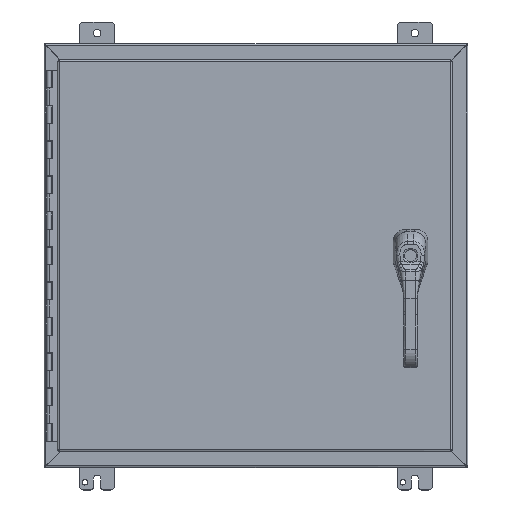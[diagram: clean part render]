
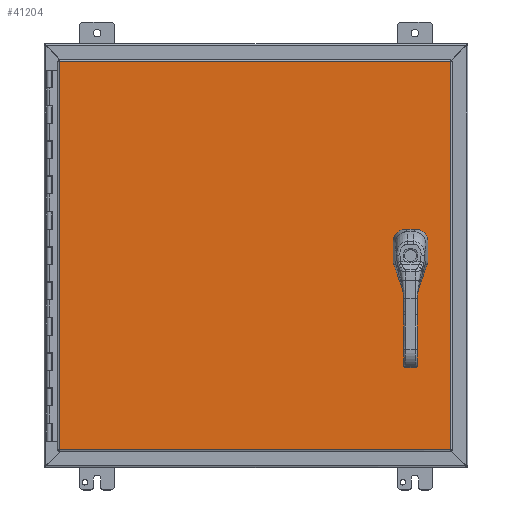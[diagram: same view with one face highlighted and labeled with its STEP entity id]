
A CAD part, top view. The second image highlights one B-rep face of the part: STEP entity #41204.
In plain terms, the highlighted face is planar.
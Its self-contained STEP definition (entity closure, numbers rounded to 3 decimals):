
#2985=FACE_BOUND('',#8302,.T.);
#2986=FACE_BOUND('',#8303,.T.);
#2987=FACE_BOUND('',#8304,.T.);
#2988=FACE_BOUND('',#8305,.T.);
#3634=PLANE('',#46093);
#5743=FACE_OUTER_BOUND('',#8301,.T.);
#8301=EDGE_LOOP('',(#35246,#35247,#35248,#35249));
#8302=EDGE_LOOP('',(#35250,#35251,#35252,#35253,#35254,#35255,#35256,#35257));
#8303=EDGE_LOOP('',(#35258));
#8304=EDGE_LOOP('',(#35259));
#8305=EDGE_LOOP('',(#35260));
#10858=LINE('',#103631,#13724);
#10862=LINE('',#103643,#13728);
#10866=LINE('',#103655,#13732);
#10870=LINE('',#103665,#13736);
#10895=LINE('',#103838,#13761);
#10908=LINE('',#103973,#13774);
#10926=LINE('',#104142,#13792);
#10930=LINE('',#104177,#13796);
#13724=VECTOR('',#55922,0.394);
#13728=VECTOR('',#55934,0.394);
#13732=VECTOR('',#55946,0.394);
#13736=VECTOR('',#55958,0.394);
#13761=VECTOR('',#56015,0.394);
#13774=VECTOR('',#56038,0.394);
#13792=VECTOR('',#56072,0.394);
#13796=VECTOR('',#56082,0.394);
#16443=CIRCLE('',#46037,0.453);
#16445=CIRCLE('',#46041,0.453);
#16447=CIRCLE('',#46045,0.453);
#16449=CIRCLE('',#46049,0.453);
#16450=CIRCLE('',#46052,0.141);
#16452=CIRCLE('',#46055,0.141);
#16454=CIRCLE('',#46058,0.141);
#19425=VERTEX_POINT('',#103622);
#19426=VERTEX_POINT('',#103624);
#19428=VERTEX_POINT('',#103630);
#19430=VERTEX_POINT('',#103636);
#19432=VERTEX_POINT('',#103642);
#19434=VERTEX_POINT('',#103648);
#19436=VERTEX_POINT('',#103654);
#19438=VERTEX_POINT('',#103660);
#19439=VERTEX_POINT('',#103667);
#19441=VERTEX_POINT('',#103673);
#19443=VERTEX_POINT('',#103679);
#19468=VERTEX_POINT('',#103829);
#19469=VERTEX_POINT('',#103837);
#19473=VERTEX_POINT('',#103909);
#19479=VERTEX_POINT('',#103965);
#24789=EDGE_CURVE('',#19426,#19425,#16443,.T.);
#24792=EDGE_CURVE('',#19428,#19426,#10858,.T.);
#24795=EDGE_CURVE('',#19430,#19428,#16445,.T.);
#24798=EDGE_CURVE('',#19432,#19430,#10862,.T.);
#24801=EDGE_CURVE('',#19434,#19432,#16447,.T.);
#24804=EDGE_CURVE('',#19436,#19434,#10866,.T.);
#24807=EDGE_CURVE('',#19438,#19436,#16449,.T.);
#24810=EDGE_CURVE('',#19425,#19438,#10870,.T.);
#24811=EDGE_CURVE('',#19439,#19439,#16450,.T.);
#24814=EDGE_CURVE('',#19441,#19441,#16452,.T.);
#24817=EDGE_CURVE('',#19443,#19443,#16454,.T.);
#24850=EDGE_CURVE('',#19469,#19468,#10895,.T.);
#24870=EDGE_CURVE('',#19473,#19479,#10908,.T.);
#24895=EDGE_CURVE('',#19468,#19473,#10926,.T.);
#24900=EDGE_CURVE('',#19479,#19469,#10930,.T.);
#35246=ORIENTED_EDGE('',*,*,#24895,.T.);
#35247=ORIENTED_EDGE('',*,*,#24870,.T.);
#35248=ORIENTED_EDGE('',*,*,#24900,.T.);
#35249=ORIENTED_EDGE('',*,*,#24850,.T.);
#35250=ORIENTED_EDGE('',*,*,#24789,.T.);
#35251=ORIENTED_EDGE('',*,*,#24810,.T.);
#35252=ORIENTED_EDGE('',*,*,#24807,.T.);
#35253=ORIENTED_EDGE('',*,*,#24804,.T.);
#35254=ORIENTED_EDGE('',*,*,#24801,.T.);
#35255=ORIENTED_EDGE('',*,*,#24798,.T.);
#35256=ORIENTED_EDGE('',*,*,#24795,.T.);
#35257=ORIENTED_EDGE('',*,*,#24792,.T.);
#35258=ORIENTED_EDGE('',*,*,#24811,.T.);
#35259=ORIENTED_EDGE('',*,*,#24814,.T.);
#35260=ORIENTED_EDGE('',*,*,#24817,.T.);
#41204=ADVANCED_FACE('',(#5743,#2985,#2986,#2987,#2988),#3634,.F.);
#46037=AXIS2_PLACEMENT_3D('',#103625,#55916,#55917);
#46041=AXIS2_PLACEMENT_3D('',#103637,#55928,#55929);
#46045=AXIS2_PLACEMENT_3D('',#103649,#55940,#55941);
#46049=AXIS2_PLACEMENT_3D('',#103661,#55952,#55953);
#46052=AXIS2_PLACEMENT_3D('',#103668,#55961,#55962);
#46055=AXIS2_PLACEMENT_3D('',#103674,#55968,#55969);
#46058=AXIS2_PLACEMENT_3D('',#103680,#55975,#55976);
#46093=AXIS2_PLACEMENT_3D('',#104280,#56118,#56119);
#55916=DIRECTION('center_axis',(0.,0.,1.));
#55917=DIRECTION('ref_axis',(-0.469,-0.883,0.));
#55922=DIRECTION('',(0.,1.,0.));
#55928=DIRECTION('center_axis',(0.,0.,1.));
#55929=DIRECTION('ref_axis',(-0.883,0.469,0.));
#55934=DIRECTION('',(1.,0.,0.));
#55940=DIRECTION('center_axis',(0.,0.,1.));
#55941=DIRECTION('ref_axis',(0.469,0.883,0.));
#55946=DIRECTION('',(0.,-1.,0.));
#55952=DIRECTION('center_axis',(0.,0.,1.));
#55953=DIRECTION('ref_axis',(0.883,-0.469,0.));
#55958=DIRECTION('',(-1.,0.,0.));
#55961=DIRECTION('center_axis',(0.,0.,1.));
#55962=DIRECTION('ref_axis',(1.,0.,0.));
#55968=DIRECTION('center_axis',(0.,0.,1.));
#55969=DIRECTION('ref_axis',(1.,0.,0.));
#55975=DIRECTION('center_axis',(0.,0.,1.));
#55976=DIRECTION('ref_axis',(1.,0.,0.));
#56015=DIRECTION('',(-1.,0.,0.));
#56038=DIRECTION('',(1.,0.,0.));
#56072=DIRECTION('',(0.,1.,0.));
#56082=DIRECTION('',(0.,-1.,0.));
#56118=DIRECTION('center_axis',(0.,0.,1.));
#56119=DIRECTION('ref_axis',(1.,0.,0.));
#103622=CARTESIAN_POINT('',(9.025,0.4,0.));
#103624=CARTESIAN_POINT('',(9.213,0.213,0.));
#103625=CARTESIAN_POINT('Origin',(8.812,0.,0.));
#103630=CARTESIAN_POINT('',(9.213,-0.213,0.));
#103631=CARTESIAN_POINT('',(9.213,0.106,0.));
#103636=CARTESIAN_POINT('',(9.025,-0.4,0.));
#103637=CARTESIAN_POINT('Origin',(8.812,0.,0.));
#103642=CARTESIAN_POINT('',(8.6,-0.4,0.));
#103643=CARTESIAN_POINT('',(4.513,-0.4,0.));
#103648=CARTESIAN_POINT('',(8.413,-0.213,0.));
#103649=CARTESIAN_POINT('Origin',(8.812,0.,0.));
#103654=CARTESIAN_POINT('',(8.413,0.213,0.));
#103655=CARTESIAN_POINT('',(8.413,-0.106,0.));
#103660=CARTESIAN_POINT('',(8.6,0.4,0.));
#103661=CARTESIAN_POINT('Origin',(8.812,0.,0.));
#103665=CARTESIAN_POINT('',(4.3,0.4,0.));
#103667=CARTESIAN_POINT('',(8.672,0.886,0.));
#103668=CARTESIAN_POINT('Origin',(8.812,0.886,0.));
#103673=CARTESIAN_POINT('',(8.672,1.378,0.));
#103674=CARTESIAN_POINT('Origin',(8.812,1.378,0.));
#103679=CARTESIAN_POINT('',(8.672,-0.885,0.));
#103680=CARTESIAN_POINT('Origin',(8.812,-0.885,0.));
#103829=CARTESIAN_POINT('',(-11.082,-10.989,0.));
#103837=CARTESIAN_POINT('',(11.082,-10.989,0.));
#103838=CARTESIAN_POINT('',(5.541,-10.989,0.));
#103909=CARTESIAN_POINT('',(-11.082,10.989,0.));
#103965=CARTESIAN_POINT('',(11.082,10.989,0.));
#103973=CARTESIAN_POINT('',(-5.594,10.989,0.));
#104142=CARTESIAN_POINT('',(-11.082,-5.494,0.));
#104177=CARTESIAN_POINT('',(11.082,5.494,0.));
#104280=CARTESIAN_POINT('Origin',(0.,0.,
0.));
